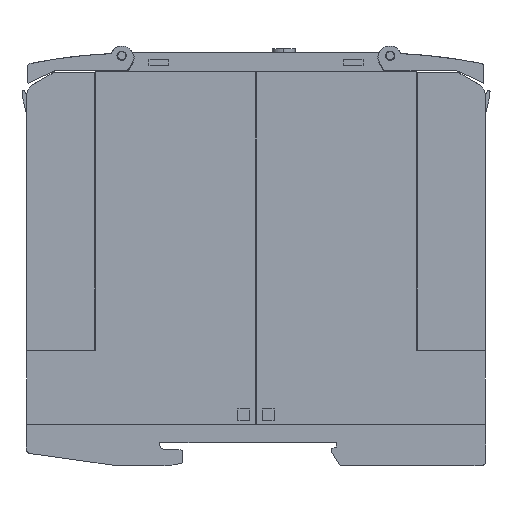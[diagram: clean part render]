
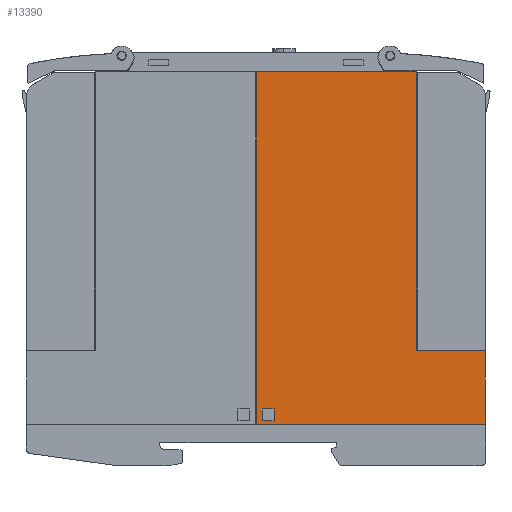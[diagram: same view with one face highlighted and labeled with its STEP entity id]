
A CAD part, left-side view. The second image highlights one B-rep face of the part: STEP entity #13390.
In plain terms, the highlighted planar face has unit normal (-1, 0, 0).
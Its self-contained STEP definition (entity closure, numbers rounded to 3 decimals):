
#13390=ADVANCED_FACE('',(#35153,#35154),#35155,.T.);
#18808=VERTEX_POINT('',#40642);
#18816=VERTEX_POINT('',#40650);
#18820=EDGE_CURVE('',#18808,#18816,#40654,.T.);
#18886=VERTEX_POINT('',#40720);
#18888=EDGE_CURVE('',#18816,#18886,#40722,.T.);
#29312=VERTEX_POINT('',#51146);
#29316=VERTEX_POINT('',#51150);
#29318=EDGE_CURVE('',#29316,#29312,#51152,.T.);
#29330=VERTEX_POINT('',#51164);
#29334=EDGE_CURVE('',#29312,#29330,#51168,.T.);
#29350=VERTEX_POINT('',#51184);
#29354=VERTEX_POINT('',#51188);
#29356=EDGE_CURVE('',#29350,#29354,#51190,.T.);
#29372=VERTEX_POINT('',#51206);
#29376=EDGE_CURVE('',#29330,#29372,#51210,.T.);
#29380=EDGE_CURVE('',#29372,#29316,#51214,.T.);
#29382=VERTEX_POINT('',#51216);
#29384=EDGE_CURVE('',#29382,#18808,#51218,.T.);
#29392=EDGE_CURVE('',#18886,#29354,#51226,.T.);
#29394=EDGE_CURVE('',#29350,#29382,#51228,.T.);
#35153=FACE_OUTER_BOUND('',#56977,.T.);
#35154=FACE_BOUND('',#56978,.T.);
#35155=PLANE('',#56979);
#40642=CARTESIAN_POINT('',(0.0,0.999,25.101));
#40650=CARTESIAN_POINT('',(0.0,16.099,25.101));
#40654=LINE('',#65988,#65989);
#40720=CARTESIAN_POINT('',(0.0,16.099,85.801));
#40722=LINE('',#66090,#66091);
#51146=CARTESIAN_POINT('',(0.0,46.999,12.401));
#51150=CARTESIAN_POINT('',(0.0,49.599,12.401));
#51152=LINE('',#82860,#82861);
#51164=CARTESIAN_POINT('',(0.0,46.999,9.801));
#51168=LINE('',#82888,#82889);
#51184=CARTESIAN_POINT('',(0.0,50.899,9.001));
#51188=CARTESIAN_POINT('',(0.0,50.899,85.801));
#51190=LINE('',#82920,#82921);
#51206=CARTESIAN_POINT('',(0.0,49.599,9.801));
#51210=LINE('',#82952,#82953);
#51214=LINE('',#82960,#82961);
#51216=CARTESIAN_POINT('',(0.0,0.999,9.001));
#51218=LINE('',#82966,#82967);
#51226=LINE('',#82980,#82981);
#51228=LINE('',#82984,#82985);
#56977=EDGE_LOOP('',(#100031,#100032,#100033,#100034,#100035,#100036));
#56978=EDGE_LOOP('',(#100037,#100038,#100039,#100040));
#56979=AXIS2_PLACEMENT_3D('',#100041,#100042,#100043);
#65988=CARTESIAN_POINT('',(0.0,4.749,25.101));
#65989=VECTOR('',#102709,1.0);
#66090=CARTESIAN_POINT('',(0.0,16.099,32.226));
#66091=VECTOR('',#102726,1.0);
#82860=CARTESIAN_POINT('',(0.0,24.649,12.401));
#82861=VECTOR('',#106710,1.0);
#82888=CARTESIAN_POINT('',(0.0,46.999,10.051));
#82889=VECTOR('',#106716,1.0);
#82920=CARTESIAN_POINT('',(0.0,50.899,9.001));
#82921=VECTOR('',#106721,1.0);
#82952=CARTESIAN_POINT('',(0.0,24.649,9.801));
#82953=VECTOR('',#106727,1.0);
#82960=CARTESIAN_POINT('',(0.0,49.599,10.051));
#82961=VECTOR('',#106729,1.0);
#82966=CARTESIAN_POINT('',(0.0,0.999,9.001));
#82967=VECTOR('',#106730,1.0);
#82980=CARTESIAN_POINT('',(0.0,50.899,85.801));
#82981=VECTOR('',#106733,1.0);
#82984=CARTESIAN_POINT('',(0.0,50.899,9.001));
#82985=VECTOR('',#106734,1.0);
#100031=ORIENTED_EDGE('',*,*,#18820,.T.);
#100032=ORIENTED_EDGE('',*,*,#18888,.T.);
#100033=ORIENTED_EDGE('',*,*,#29392,.T.);
#100034=ORIENTED_EDGE('',*,*,#29356,.F.);
#100035=ORIENTED_EDGE('',*,*,#29394,.T.);
#100036=ORIENTED_EDGE('',*,*,#29384,.T.);
#100037=ORIENTED_EDGE('',*,*,#29380,.T.);
#100038=ORIENTED_EDGE('',*,*,#29318,.T.);
#100039=ORIENTED_EDGE('',*,*,#29334,.T.);
#100040=ORIENTED_EDGE('',*,*,#29376,.T.);
#100041=CARTESIAN_POINT('',(0.0,0.999,9.001));
#100042=DIRECTION('',(-1.0,0.0,0.0));
#100043=DIRECTION('',(0.0,1.0,0.0));
#102709=DIRECTION('',(0.0,1.0,0.0));
#102726=DIRECTION('',(0.0,-0.0,1.0));
#106710=DIRECTION('',(0.0,-1.0,0.0));
#106716=DIRECTION('',(0.0,0.0,-1.0));
#106721=DIRECTION('',(0.0,0.0,1.0));
#106727=DIRECTION('',(0.0,1.0,0.0));
#106729=DIRECTION('',(0.0,-0.0,1.0));
#106730=DIRECTION('',(0.0,0.0,1.0));
#106733=DIRECTION('',(0.0,1.0,0.0));
#106734=DIRECTION('',(0.0,-1.0,0.0));
